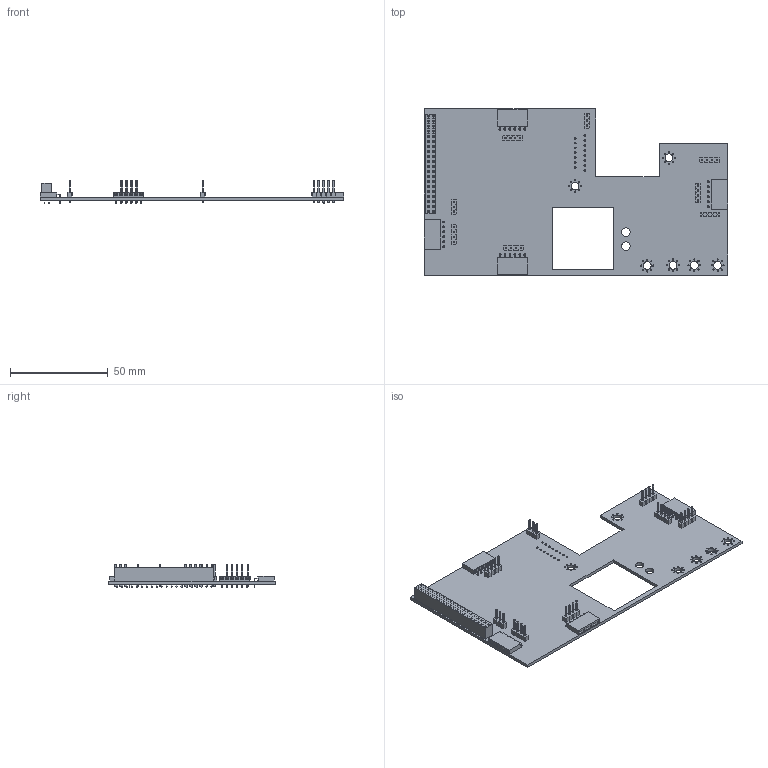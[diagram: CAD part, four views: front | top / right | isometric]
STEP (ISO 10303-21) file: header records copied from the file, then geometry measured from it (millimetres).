
FILE_DESCRIPTION(('KiCad electronic assembly'),'2;1');
FILE_NAME('Main.step','2024-11-01T19:15:43',('Pcbnew'),('Kicad'), 'Open CASCADE STEP processor 7.8','KiCad to STEP converter','Unknown' );
FILE_SCHEMA(('AUTOMOTIVE_DESIGN { 1 0 10303 214 1 1 1 1 }'));
Length unit declared in the file: millimetre
Products named in the file (10): Main 1; PinSocket_2x20_P2.54mm_Vertical; PinSocket_2x20_P254mm_Vertical; PinHeader_1x04_P2.54mm_Vertical; PinHeader_1x04_P254mm_Vertical; PinSocket_1x06_P2.54mm_Horizontal; PinSocket_1x06_P254mm_Horizontal; PinHeader_1x03_P2.54mm_Vertical; PinHeader_1x03_P254mm_Vertical; Main_PCB
Assembly tree (18 placements, depth 3):
  Main 1
    PinSocket_2x20_P2.54mm_Vertical
      PinSocket_2x20_P254mm_Vertical
    PinHeader_1x04_P2.54mm_Vertical  x6
      PinHeader_1x04_P254mm_Vertical
    PinSocket_1x06_P2.54mm_Horizontal  x4
      PinSocket_1x06_P254mm_Horizontal
    PinHeader_1x03_P2.54mm_Vertical  x2
      PinHeader_1x03_P254mm_Vertical
    Main_PCB
Bounding box: 155.06 x 85 x 11.84 mm (x, y, z)
Volume: 19891 mm3; surface area: 28263.7 mm2
Topology: 14 solids, 14 shells, 3063 faces, 7853 edges, 5070 vertices
Faces by surface type: plane 2850, cylinder 213
Full cylindrical faces by diameter (mm): 0.6 x48, 1 x109, 4 x6, 4.4 x2
Entity records: 67200 total; most frequent: CARTESIAN_POINT 9691, ORIENTED_EDGE 9510, DIRECTION 8801, EDGE_CURVE 4755, LINE 4401, VECTOR 4401, VERTEX_POINT 3090, FACE_BOUND 2311
